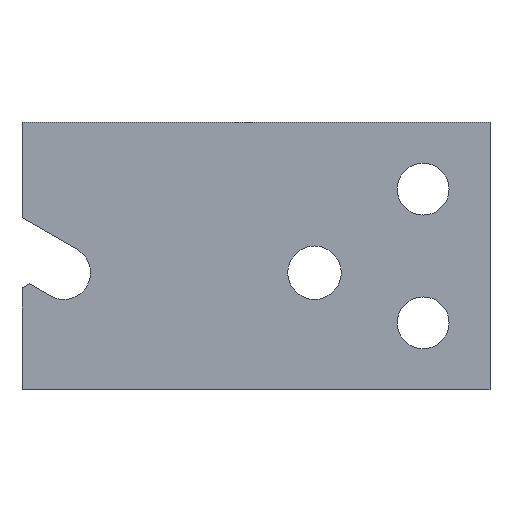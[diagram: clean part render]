
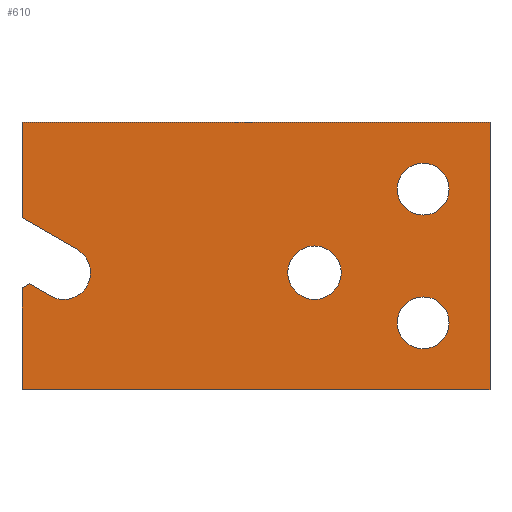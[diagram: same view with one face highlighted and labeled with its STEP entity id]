
A CAD part, left-side view. The second image highlights one B-rep face of the part: STEP entity #610.
In plain terms, the highlighted planar face has unit normal (-1, 0, 0).
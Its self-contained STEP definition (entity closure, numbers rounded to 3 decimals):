
#31=FACE_BOUND('',#110,.T.);
#32=FACE_BOUND('',#111,.T.);
#33=FACE_BOUND('',#112,.T.);
#47=CIRCLE('',#658,1.6);
#48=CIRCLE('',#659,1.55);
#49=CIRCLE('',#660,1.55);
#50=CIRCLE('',#661,1.6);
#76=FACE_OUTER_BOUND('',#109,.T.);
#109=EDGE_LOOP('',(#422,#423,#424,#425,#426,#427,#428,#429,#430));
#110=EDGE_LOOP('',(#431));
#111=EDGE_LOOP('',(#432));
#112=EDGE_LOOP('',(#433));
#157=LINE('',#904,#216);
#161=LINE('',#912,#220);
#162=LINE('',#914,#221);
#163=LINE('',#916,#222);
#164=LINE('',#918,#223);
#165=LINE('',#920,#224);
#166=LINE('',#922,#225);
#167=LINE('',#925,#226);
#216=VECTOR('',#721,10.);
#220=VECTOR('',#727,10.);
#221=VECTOR('',#728,10.);
#222=VECTOR('',#729,10.);
#223=VECTOR('',#730,10.);
#224=VECTOR('',#731,10.);
#225=VECTOR('',#732,10.);
#226=VECTOR('',#735,10.);
#275=VERTEX_POINT('',#902);
#276=VERTEX_POINT('',#903);
#279=VERTEX_POINT('',#911);
#280=VERTEX_POINT('',#913);
#281=VERTEX_POINT('',#915);
#282=VERTEX_POINT('',#917);
#283=VERTEX_POINT('',#919);
#284=VERTEX_POINT('',#921);
#285=VERTEX_POINT('',#923);
#286=VERTEX_POINT('',#926);
#287=VERTEX_POINT('',#928);
#288=VERTEX_POINT('',#930);
#331=EDGE_CURVE('',#275,#276,#157,.T.);
#335=EDGE_CURVE('',#279,#276,#161,.T.);
#336=EDGE_CURVE('',#280,#279,#162,.T.);
#337=EDGE_CURVE('',#280,#281,#163,.T.);
#338=EDGE_CURVE('',#281,#282,#164,.T.);
#339=EDGE_CURVE('',#283,#282,#165,.T.);
#340=EDGE_CURVE('',#284,#283,#166,.T.);
#341=EDGE_CURVE('',#285,#284,#47,.T.);
#342=EDGE_CURVE('',#275,#285,#167,.T.);
#343=EDGE_CURVE('',#286,#286,#48,.T.);
#344=EDGE_CURVE('',#287,#287,#49,.T.);
#345=EDGE_CURVE('',#288,#288,#50,.T.);
#422=ORIENTED_EDGE('',*,*,#331,.T.);
#423=ORIENTED_EDGE('',*,*,#335,.F.);
#424=ORIENTED_EDGE('',*,*,#336,.F.);
#425=ORIENTED_EDGE('',*,*,#337,.T.);
#426=ORIENTED_EDGE('',*,*,#338,.T.);
#427=ORIENTED_EDGE('',*,*,#339,.F.);
#428=ORIENTED_EDGE('',*,*,#340,.F.);
#429=ORIENTED_EDGE('',*,*,#341,.F.);
#430=ORIENTED_EDGE('',*,*,#342,.F.);
#431=ORIENTED_EDGE('',*,*,#343,.F.);
#432=ORIENTED_EDGE('',*,*,#344,.F.);
#433=ORIENTED_EDGE('',*,*,#345,.F.);
#593=PLANE('',#657);
#610=ADVANCED_FACE('',(#76,#31,#32,#33),#593,.F.);
#657=AXIS2_PLACEMENT_3D('',#910,#725,#726);
#658=AXIS2_PLACEMENT_3D('',#924,#733,#734);
#659=AXIS2_PLACEMENT_3D('',#927,#736,#737);
#660=AXIS2_PLACEMENT_3D('',#929,#738,#739);
#661=AXIS2_PLACEMENT_3D('',#931,#740,#741);
#721=DIRECTION('',(0.,0.866,-0.5));
#725=DIRECTION('center_axis',(1.,0.,0.));
#726=DIRECTION('ref_axis',(0.,1.,0.));
#727=DIRECTION('',(0.,0.,1.));
#728=DIRECTION('',(0.,1.,0.));
#729=DIRECTION('',(0.,0.,1.));
#730=DIRECTION('',(0.,1.,0.));
#731=DIRECTION('',(0.,0.,1.));
#732=DIRECTION('',(0.,0.866,0.5));
#733=DIRECTION('center_axis',(-1.,0.,0.));
#734=DIRECTION('ref_axis',(0.,-1.,0.));
#735=DIRECTION('',(0.,-0.866,-0.5));
#736=DIRECTION('center_axis',(-1.,0.,0.));
#737=DIRECTION('ref_axis',(0.,-1.,0.));
#738=DIRECTION('center_axis',(-1.,0.,0.));
#739=DIRECTION('ref_axis',(0.,-1.,0.));
#740=DIRECTION('center_axis',(-1.,0.,0.));
#741=DIRECTION('ref_axis',(0.,-1.,0.));
#902=CARTESIAN_POINT('',(-4.,-0.433,6.346));
#903=CARTESIAN_POINT('',(-4.,0.,6.096));
#904=CARTESIAN_POINT('',(-4.,-6.288,9.726));
#910=CARTESIAN_POINT('Origin',(-4.,-20.,0.));
#911=CARTESIAN_POINT('',(-4.,0.,0.));
#912=CARTESIAN_POINT('',(-4.,0.,0.));
#913=CARTESIAN_POINT('',(-4.,-28.,0.));
#914=CARTESIAN_POINT('',(-4.,-22.,0.));
#915=CARTESIAN_POINT('',(-4.,-28.,16.));
#916=CARTESIAN_POINT('',(-4.,-28.,3.5));
#917=CARTESIAN_POINT('',(-4.,0.,16.));
#918=CARTESIAN_POINT('',(-4.,-28.,16.));
#919=CARTESIAN_POINT('',(-4.,0.,10.291));
#920=CARTESIAN_POINT('',(-4.,0.,0.));
#921=CARTESIAN_POINT('',(-4.,-3.3,8.386));
#922=CARTESIAN_POINT('',(-4.,-9.728,4.674));
#923=CARTESIAN_POINT('',(-4.,-1.7,5.614));
#924=CARTESIAN_POINT('Origin',(-4.,-2.5,7.));
#925=CARTESIAN_POINT('',(-4.,-9.778,0.95));
#926=CARTESIAN_POINT('',(-4.,-22.45,4.));
#927=CARTESIAN_POINT('Origin',(-4.,-24.,4.));
#928=CARTESIAN_POINT('',(-4.,-22.45,12.));
#929=CARTESIAN_POINT('Origin',(-4.,-24.,12.));
#930=CARTESIAN_POINT('',(-4.,-15.9,7.));
#931=CARTESIAN_POINT('Origin',(-4.,-17.5,7.));
